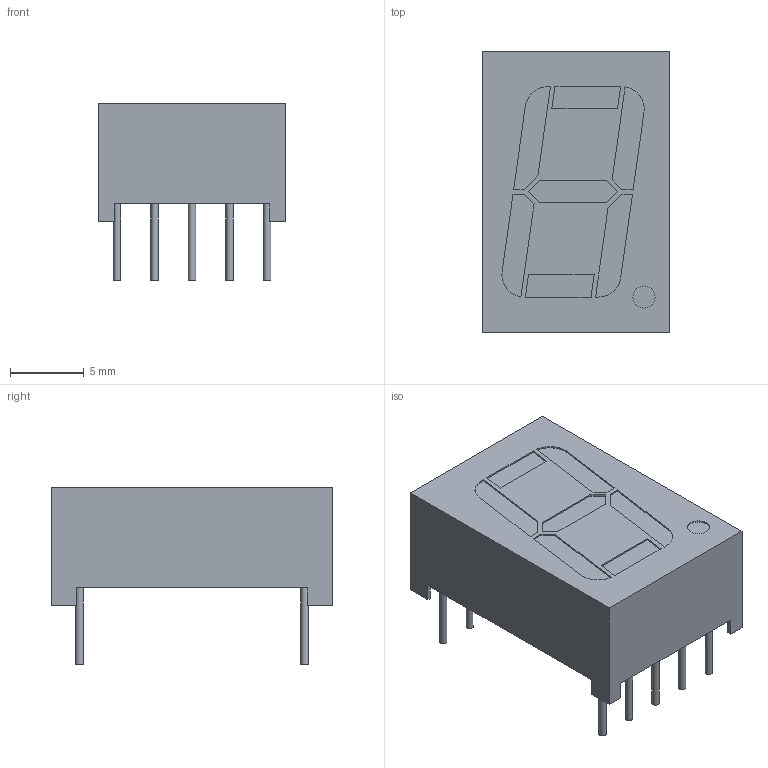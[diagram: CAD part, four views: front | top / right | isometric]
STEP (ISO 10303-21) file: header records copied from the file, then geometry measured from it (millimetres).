
FILE_DESCRIPTION(/* description */ (''),/* implementation_level */ '2;1');
FILE_NAME(/* name */ 'LED-7-SEG.step',/* time_stamp */ '2024-02-06T08:52:25+11:00',/* author */ (''),/* organization */ (''),/* preprocessor_version */ 'ST-DEVELOPER v20',/* originating_system */ 'Autodesk Translation Framework v12.20.1.177',/* authorisation */ '');
FILE_SCHEMA (('AUTOMOTIVE_DESIGN { 1 0 10303 214 3 1 1 }'));
Length unit declared in the file: millimetre
Products named in the file (1): SA-SC56-11
Bounding box: 12.7 x 19.05 x 12 mm (x, y, z)
Volume: 1652.2 mm3; surface area: 1034.9 mm2
Topology: 1 solids, 1 shells, 374 faces, 978 edges, 652 vertices
Faces by surface type: plane 243, bspline 116, cylinder 15
Full cylindrical faces by diameter (mm): 0.5 x10, 1.5 x1
Entity records: 17381 total; most frequent: CARTESIAN_POINT 8549, ORIENTED_EDGE 1956, DIRECTION 1294, EDGE_CURVE 978, LINE 716, VECTOR 716, VERTEX_POINT 652, EDGE_LOOP 420
